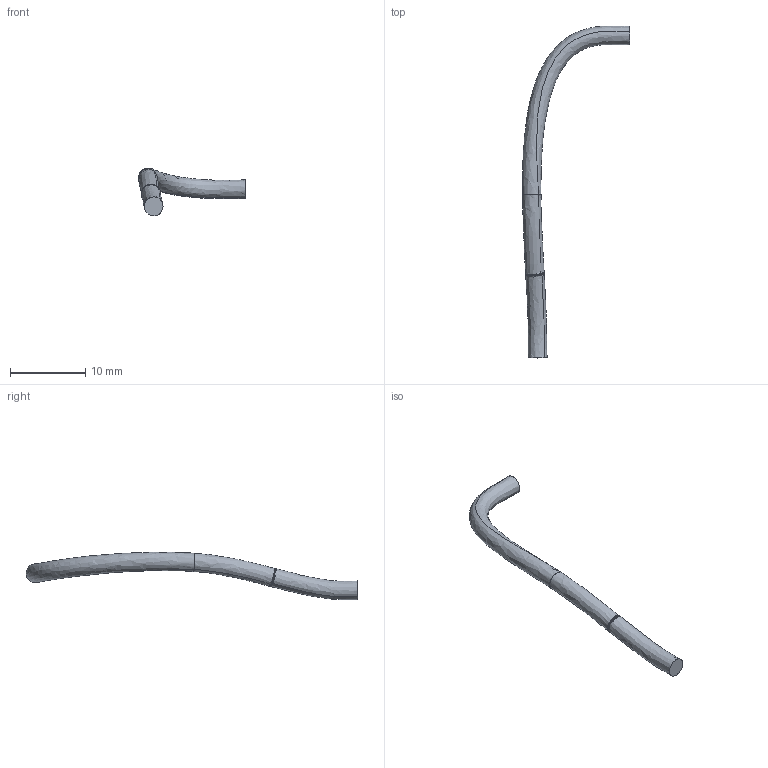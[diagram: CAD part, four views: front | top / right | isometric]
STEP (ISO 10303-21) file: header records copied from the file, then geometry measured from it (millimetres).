
FILE_DESCRIPTION (( 'STEP AP203' ), '1' );
FILE_NAME ('Cble-Cable_5-SA_ESC plush 30A (RENDER)_Default_sldprt.STEP', '2024-01-25T07:27:47', ( '' ), ( '' ), 'SwSTEP 2.0', 'SolidWorks 2019', '' );
FILE_SCHEMA (( 'CONFIG_CONTROL_DESIGN' ));
Length unit declared in the file: metre
Products named in the file (1): Cble-Cable_5-SA_ESC plush 30A (RENDER)_Default_sldprt
Bounding box: 14.21 x 44.05 x 6.3 mm (x, y, z)
Volume: 247.6 mm3; surface area: 418.9 mm2
Topology: 2 solids, 2 shells, 8 faces, 12 edges, 8 vertices
Faces by surface type: bspline 4, plane 4
Entity records: 1225 total; most frequent: CARTESIAN_POINT 1039, ORIENTED_EDGE 24, B_SPLINE_CURVE_WITH_KNOTS 12, EDGE_CURVE 12, DIRECTION 10, EDGE_LOOP 8, VERTEX_POINT 8, PERSON_AND_ORGANIZATION 8
